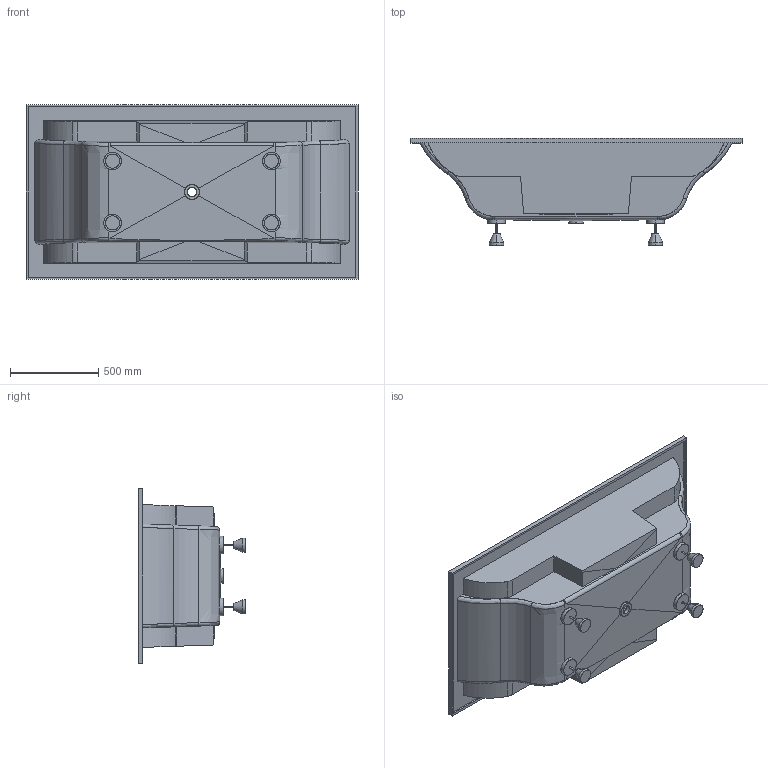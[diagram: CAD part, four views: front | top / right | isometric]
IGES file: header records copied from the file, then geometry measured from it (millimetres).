
Start section: SolidWorks IGES file using analytic representation for surfaces
Global section: file name: CO-GG.IGS; native system: SolidWorks 2017; preprocessor: SolidWorks 2017; author: M.Poidinger; date: 180629.101541; units: millimetre
Bounding box: 1880 x 605 x 990 mm (x, y, z)
Surface area: 7152855.5 mm2 (no closed solid volume)
Topology: 0 solids, 0 shells, 204 faces, 3698 edges, 3698 vertices
Faces by surface type: bspline 112, revolution 92
